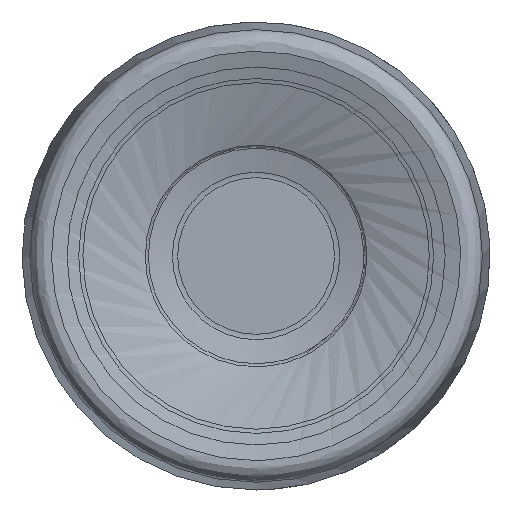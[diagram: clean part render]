
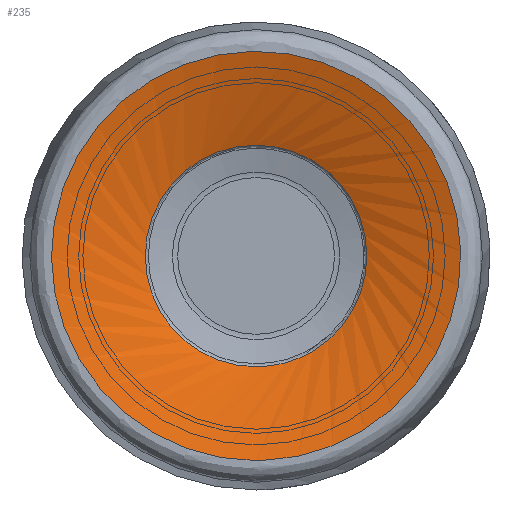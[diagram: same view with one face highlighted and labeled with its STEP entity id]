
A CAD part, left-side view. The second image highlights one B-rep face of the part: STEP entity #235.
In plain terms, the highlighted face is a revolution surface.
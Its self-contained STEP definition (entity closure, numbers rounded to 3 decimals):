
#27=LINE('',#731,#31);
#31=VECTOR('',#619,5.466);
#39=SURFACE_OF_REVOLUTION('',#27,#47);
#47=AXIS1_PLACEMENT('',#732,#620);
#235=ADVANCED_FACE('',(#287,#288),#39,.T.);
#287=FACE_BOUND('',#337,.T.);
#288=FACE_BOUND('',#338,.T.);
#337=EDGE_LOOP('',(#387));
#338=EDGE_LOOP('',(#388));
#387=ORIENTED_EDGE('',*,*,#432,.F.);
#388=ORIENTED_EDGE('',*,*,#438,.T.);
#407=VERTEX_POINT('',#704);
#413=VERTEX_POINT('',#728);
#432=EDGE_CURVE('',#407,#407,#457,.T.);
#438=EDGE_CURVE('',#413,#413,#466,.T.);
#457=CIRCLE('',#504,9.046);
#466=CIRCLE('',#513,4.897);
#504=AXIS2_PLACEMENT_3D('',#703,#587,#588);
#513=AXIS2_PLACEMENT_3D('',#727,#614,#615);
#587=DIRECTION('',(1.,0.,0.));
#588=DIRECTION('',(0.,0.,-1.));
#614=DIRECTION('',(1.,0.,0.));
#615=DIRECTION('',(0.,0.,-1.));
#619=DIRECTION('',(-0.254,-0.885,-0.391));
#620=DIRECTION('',(1.,0.,0.));
#703=CARTESIAN_POINT('',(-0.006,0.,0.));
#704=CARTESIAN_POINT('',(-0.006,0.,-9.046));
#727=CARTESIAN_POINT('',(1.379,0.,0.));
#728=CARTESIAN_POINT('',(1.379,0.,-4.897));
#731=CARTESIAN_POINT('',(1.379,-4.203,2.514));
#732=CARTESIAN_POINT('',(20.,0.,0.));
